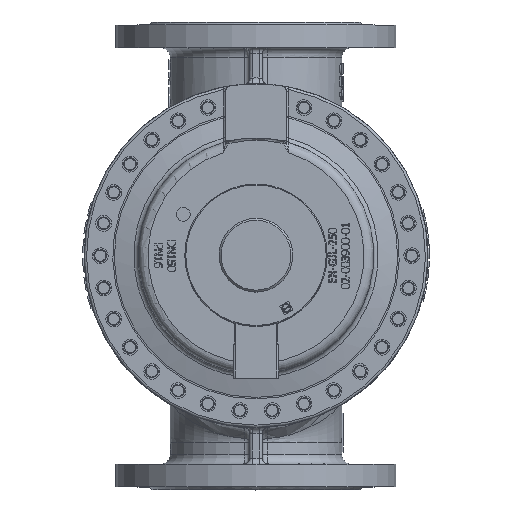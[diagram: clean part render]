
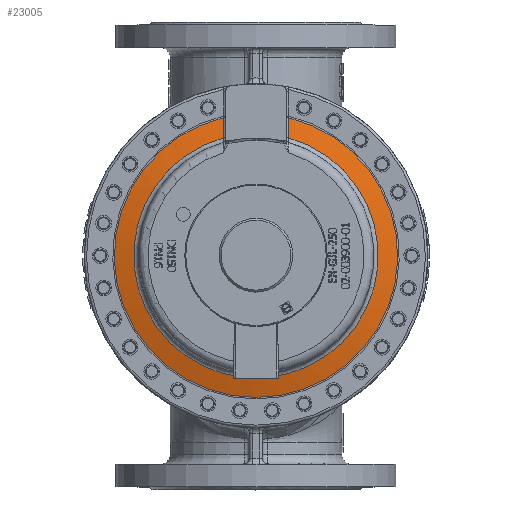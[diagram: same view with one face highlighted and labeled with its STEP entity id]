
A CAD part, top view. The second image highlights one B-rep face of the part: STEP entity #23005.
In plain terms, the highlighted conical face has half-angle 74.997 degrees and reference radius 134.342 mm.
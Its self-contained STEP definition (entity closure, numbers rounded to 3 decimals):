
#879=B_SPLINE_CURVE_WITH_KNOTS('',3,(#37122,#37123,#37124,#37125),
 .UNSPECIFIED.,.F.,.F.,(4,4),(-2.111,0.),.UNSPECIFIED.);
#882=B_SPLINE_CURVE_WITH_KNOTS('',3,(#37165,#37166,#37167,#37168),
 .UNSPECIFIED.,.F.,.F.,(4,4),(-2.111,0.),.UNSPECIFIED.);
#1773=CONICAL_SURFACE('',#24628,134.342,1.309);
#3200=FACE_OUTER_BOUND('',#4699,.T.);
#4699=EDGE_LOOP('',(#18104,#18105,#18106,#18107));
#5966=CIRCLE('',#24627,144.237);
#5967=CIRCLE('',#24629,124.447);
#10340=VERTEX_POINT('',#37093);
#10341=VERTEX_POINT('',#37121);
#10342=VERTEX_POINT('',#37156);
#10343=VERTEX_POINT('',#37163);
#13131=EDGE_CURVE('',#10340,#10341,#879,.T.);
#13136=EDGE_CURVE('',#10342,#10341,#5966,.T.);
#13138=EDGE_CURVE('',#10343,#10340,#5967,.T.);
#13139=EDGE_CURVE('',#10342,#10343,#882,.T.);
#18104=ORIENTED_EDGE('',*,*,#13131,.F.);
#18105=ORIENTED_EDGE('',*,*,#13138,.F.);
#18106=ORIENTED_EDGE('',*,*,#13139,.F.);
#18107=ORIENTED_EDGE('',*,*,#13136,.T.);
#23005=ADVANCED_FACE('',(#3200),#1773,.T.);
#24627=AXIS2_PLACEMENT_3D('',#37157,#27978,#27979);
#24628=AXIS2_PLACEMENT_3D('',#37162,#27980,#27981);
#24629=AXIS2_PLACEMENT_3D('',#37164,#27982,#27983);
#27978=DIRECTION('center_axis',(0.,0.,
1.));
#27979=DIRECTION('ref_axis',(0.,1.,0.));
#27980=DIRECTION('center_axis',(0.,0.,
-1.));
#27981=DIRECTION('ref_axis',(0.,-1.,0.));
#27982=DIRECTION('center_axis',(0.,0.,
1.));
#27983=DIRECTION('ref_axis',(0.,1.,0.));
#37093=CARTESIAN_POINT('',(33.327,119.901,177.908));
#37121=CARTESIAN_POINT('',(33.35,140.328,172.605));
#37122=CARTESIAN_POINT('Ctrl Pts',(33.327,119.901,177.908));
#37123=CARTESIAN_POINT('Ctrl Pts',(33.336,126.712,176.149));
#37124=CARTESIAN_POINT('Ctrl Pts',(33.344,133.521,174.38));
#37125=CARTESIAN_POINT('Ctrl Pts',(33.35,140.328,172.605));
#37156=CARTESIAN_POINT('',(-33.35,140.328,172.605));
#37157=CARTESIAN_POINT('Origin',(0.,0.,
172.605));
#37162=CARTESIAN_POINT('Origin',(0.,0.,
175.256));
#37163=CARTESIAN_POINT('',(-33.327,119.901,177.908));
#37164=CARTESIAN_POINT('Origin',(0.,0.,
177.908));
#37165=CARTESIAN_POINT('Ctrl Pts',(-33.35,140.328,172.605));
#37166=CARTESIAN_POINT('Ctrl Pts',(-33.344,133.521,174.38));
#37167=CARTESIAN_POINT('Ctrl Pts',(-33.336,126.712,176.149));
#37168=CARTESIAN_POINT('Ctrl Pts',(-33.327,119.901,177.908));
